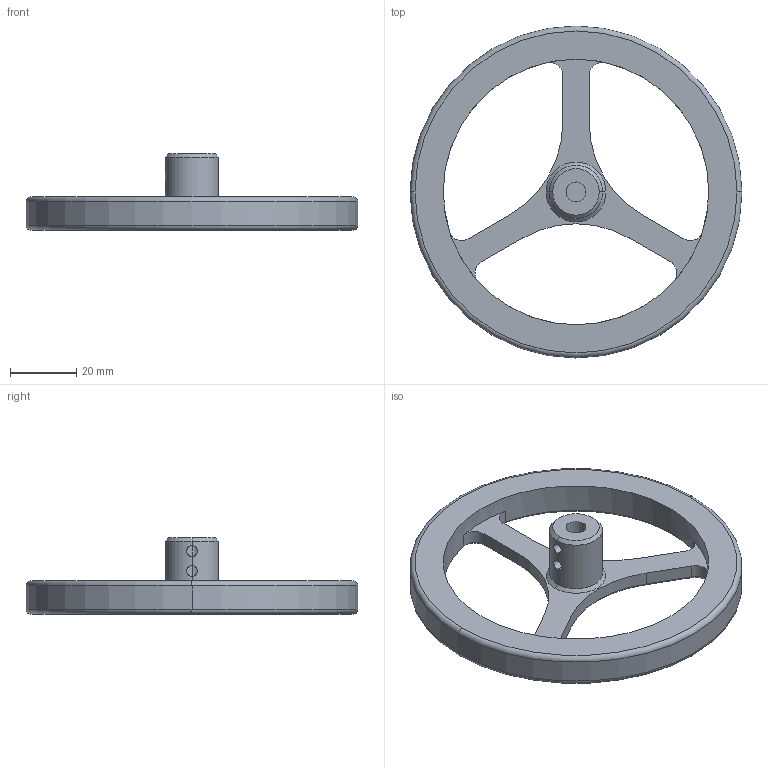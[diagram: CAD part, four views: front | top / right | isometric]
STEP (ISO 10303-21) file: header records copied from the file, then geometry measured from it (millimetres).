
FILE_DESCRIPTION (( 'STEP AP203' ), '1' );
FILE_NAME ('Wheel_Default_sldprt.STEP', '2024-01-18T09:56:51', ( '' ), ( '' ), 'SwSTEP 2.0', 'SolidWorks 2020', '' );
FILE_SCHEMA (( 'CONFIG_CONTROL_DESIGN' ));
Length unit declared in the file: millimetre
Products named in the file (1): Wheel_Default_sldprt
Bounding box: 100 x 100 x 23 mm (x, y, z)
Volume: 36421.6 mm3; surface area: 15045.1 mm2
Topology: 1 solids, 1 shells, 61 faces, 153 edges, 90 vertices
Faces by surface type: cylinder 22, cone 18, plane 17, torus 4
Entity records: 2088 total; most frequent: CARTESIAN_POINT 505, DIRECTION 337, ORIENTED_EDGE 306, EDGE_CURVE 153, AXIS2_PLACEMENT_3D 130, VERTEX_POINT 90, VECTOR 77, LINE 77
